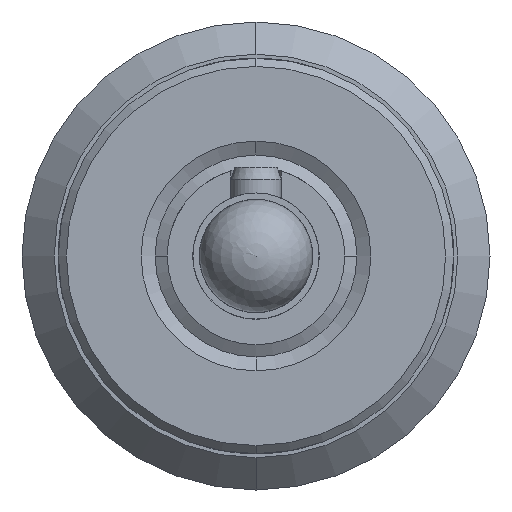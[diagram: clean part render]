
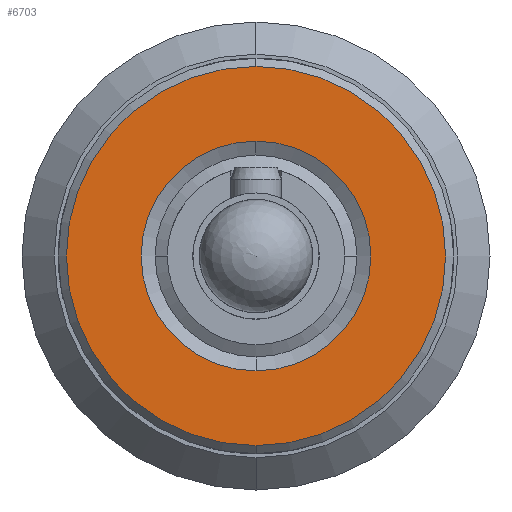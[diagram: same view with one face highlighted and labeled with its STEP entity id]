
A CAD part, left-side view. The second image highlights one B-rep face of the part: STEP entity #6703.
In plain terms, the highlighted planar face has unit normal (-1, 0, 0).
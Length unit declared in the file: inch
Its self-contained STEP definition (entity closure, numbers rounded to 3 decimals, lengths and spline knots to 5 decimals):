
#103 = CARTESIAN_POINT ( 'NONE',  ( -0.63906, 0., -0.235 ) ) ;
#226 = DIRECTION ( 'NONE',  ( 0., 0., -1. ) ) ;
#415 = DIRECTION ( 'NONE',  ( 0., 0., -1. ) ) ;
#1825 = CARTESIAN_POINT ( 'NONE',  ( -0.63906, 0., 0. ) ) ;
#1985 = CARTESIAN_POINT ( 'NONE',  ( -0.63906, 0., -0.14232 ) ) ;
#2138 = EDGE_CURVE ( 'NONE', #7693, #14935, #16435, .T. ) ;
#2160 = AXIS2_PLACEMENT_3D ( 'NONE', #13706, #4347, #9757 ) ;
#3507 = CARTESIAN_POINT ( 'NONE',  ( -0.63906, -0.1225, 0. ) ) ;
#3690 = CARTESIAN_POINT ( 'NONE',  ( -0.63906, 0., 0. ) ) ;
#3904 = CARTESIAN_POINT ( 'NONE',  ( -0.63906, 0., 0.235 ) ) ;
#4347 = DIRECTION ( 'NONE',  ( -1., 0., 0. ) ) ;
#4567 = EDGE_CURVE ( 'NONE', #6505, #7883, #7956, .T. ) ;
#4580 = EDGE_CURVE ( 'NONE', #14935, #7693, #9989, .T. ) ;
#4728 = CARTESIAN_POINT ( 'NONE',  ( -0.63906, 0., 0.14232 ) ) ;
#4758 = EDGE_LOOP ( 'NONE', ( #14048, #9097 ) ) ;
#4893 = DIRECTION ( 'NONE',  ( 1., 0., 0. ) ) ;
#6182 = DIRECTION ( 'NONE',  ( 0., 0., 1. ) ) ;
#6505 = VERTEX_POINT ( 'NONE', #4728 ) ;
#6703 = ADVANCED_FACE ( 'NONE', ( #13108, #10876 ), #16737, .F. ) ;
#6793 = AXIS2_PLACEMENT_3D ( 'NONE', #3690, #9062, #7600 ) ;
#7600 = DIRECTION ( 'NONE',  ( 0., 0., -1. ) ) ;
#7693 = VERTEX_POINT ( 'NONE', #3904 ) ;
#7883 = VERTEX_POINT ( 'NONE', #1985 ) ;
#7956 = CIRCLE ( 'NONE', #2160, 0.14232 ) ;
#8752 = EDGE_LOOP ( 'NONE', ( #16539, #9149 ) ) ;
#9062 = DIRECTION ( 'NONE',  ( -1., 0., 0. ) ) ;
#9097 = ORIENTED_EDGE ( 'NONE', *, *, #4567, .F. ) ;
#9149 = ORIENTED_EDGE ( 'NONE', *, *, #4580, .T. ) ;
#9757 = DIRECTION ( 'NONE',  ( 0., 0., -1. ) ) ;
#9989 = CIRCLE ( 'NONE', #16675, 0.235 ) ;
#10843 = DIRECTION ( 'NONE',  ( -1., 0., 0. ) ) ;
#10876 = FACE_OUTER_BOUND ( 'NONE', #8752, .T. ) ;
#11451 = AXIS2_PLACEMENT_3D ( 'NONE', #3507, #4893, #6182 ) ;
#11935 = CIRCLE ( 'NONE', #16351, 0.14232 ) ;
#12294 = DIRECTION ( 'NONE',  ( -1., 0., 0. ) ) ;
#13108 = FACE_BOUND ( 'NONE', #4758, .T. ) ;
#13706 = CARTESIAN_POINT ( 'NONE',  ( -0.63906, 0., 0. ) ) ;
#14048 = ORIENTED_EDGE ( 'NONE', *, *, #14900, .F. ) ;
#14612 = CARTESIAN_POINT ( 'NONE',  ( -0.63906, 0., 0. ) ) ;
#14900 = EDGE_CURVE ( 'NONE', #7883, #6505, #11935, .T. ) ;
#14935 = VERTEX_POINT ( 'NONE', #103 ) ;
#16351 = AXIS2_PLACEMENT_3D ( 'NONE', #14612, #10843, #226 ) ;
#16435 = CIRCLE ( 'NONE', #6793, 0.235 ) ;
#16539 = ORIENTED_EDGE ( 'NONE', *, *, #2138, .T. ) ;
#16675 = AXIS2_PLACEMENT_3D ( 'NONE', #1825, #12294, #415 ) ;
#16737 = PLANE ( 'NONE',  #11451 ) ;
